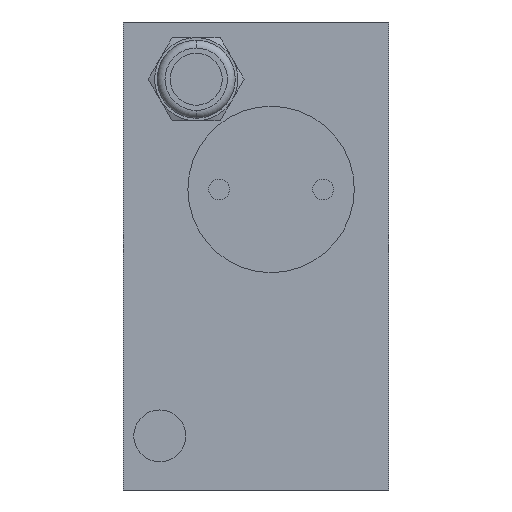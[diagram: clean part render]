
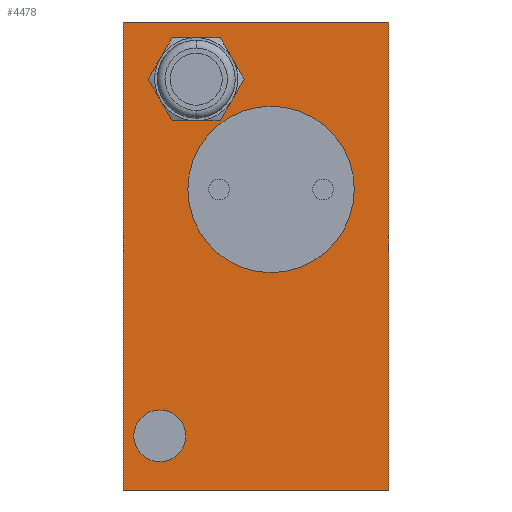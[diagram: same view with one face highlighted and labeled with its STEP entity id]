
A CAD part, left-side view. The second image highlights one B-rep face of the part: STEP entity #4478.
In plain terms, the highlighted planar face has unit normal (-1, 0, 0).
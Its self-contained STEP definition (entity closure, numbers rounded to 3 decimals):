
#57=DIRECTION('',(0.,-1.,0.));
#58=VECTOR('',#57,25.5);
#59=CARTESIAN_POINT('',(0.,25.5,0.));
#60=LINE('',#59,#58);
#487=DIRECTION('',(0.,0.,1.));
#488=VECTOR('',#487,45.);
#489=CARTESIAN_POINT('',(0.,25.5,-45.));
#490=LINE('',#489,#488);
#531=DIRECTION('',(0.,-1.,0.));
#532=VECTOR('',#531,25.5);
#533=CARTESIAN_POINT('',(0.,25.5,-45.));
#534=LINE('',#533,#532);
#535=DIRECTION('',(0.,0.,1.));
#536=VECTOR('',#535,45.);
#537=CARTESIAN_POINT('',(0.,0.,-45.));
#538=LINE('',#537,#536);
#539=CARTESIAN_POINT('',(0.,11.3,-16.1));
#540=DIRECTION('',(1.,0.,0.));
#541=DIRECTION('',(0.,0.,-1.));
#542=AXIS2_PLACEMENT_3D('',#539,#540,#541);
#544=CARTESIAN_POINT('',(0.,11.3,-16.1));
#545=DIRECTION('',(1.,0.,0.));
#546=DIRECTION('',(0.,0.,1.));
#547=AXIS2_PLACEMENT_3D('',#544,#545,#546);
#549=CARTESIAN_POINT('',(0.,22.,-39.8));
#550=DIRECTION('',(1.,0.,0.));
#551=DIRECTION('',(0.,0.,-1.));
#552=AXIS2_PLACEMENT_3D('',#549,#550,#551);
#554=CARTESIAN_POINT('',(0.,22.,-39.8));
#555=DIRECTION('',(1.,0.,0.));
#556=DIRECTION('',(0.,0.,1.));
#557=AXIS2_PLACEMENT_3D('',#554,#555,#556);
#559=CARTESIAN_POINT('',(0.,18.5,-5.5));
#560=DIRECTION('',(-1.,0.,0.));
#561=DIRECTION('',(0.,-0.866,0.5));
#562=AXIS2_PLACEMENT_3D('',#559,#560,#561);
#564=CARTESIAN_POINT('',(0.,18.5,-5.5));
#565=DIRECTION('',(-1.,0.,0.));
#566=DIRECTION('',(0.,0.,1.));
#567=AXIS2_PLACEMENT_3D('',#564,#565,#566);
#569=CARTESIAN_POINT('',(0.,18.5,-5.5));
#570=DIRECTION('',(-1.,0.,0.));
#571=DIRECTION('',(0.,0.866,0.5));
#572=AXIS2_PLACEMENT_3D('',#569,#570,#571);
#574=CARTESIAN_POINT('',(0.,18.5,-5.5));
#575=DIRECTION('',(-1.,0.,0.));
#576=DIRECTION('',(0.,0.866,-0.5));
#577=AXIS2_PLACEMENT_3D('',#574,#575,#576);
#579=CARTESIAN_POINT('',(0.,18.5,-5.5));
#580=DIRECTION('',(-1.,0.,0.));
#581=DIRECTION('',(0.,0.,-1.));
#582=AXIS2_PLACEMENT_3D('',#579,#580,#581);
#584=CARTESIAN_POINT('',(0.,18.5,-5.5));
#585=DIRECTION('',(-1.,0.,0.));
#586=DIRECTION('',(0.,-0.866,-0.5));
#587=AXIS2_PLACEMENT_3D('',#584,#585,#586);
#3135=CARTESIAN_POINT('',(0.,0.,-45.));
#3136=VERTEX_POINT('',#3135);
#3137=CARTESIAN_POINT('',(0.,25.5,-45.));
#3138=VERTEX_POINT('',#3137);
#3159=CARTESIAN_POINT('',(0.,0.,0.));
#3160=VERTEX_POINT('',#3159);
#3165=CARTESIAN_POINT('',(0.,25.5,0.));
#3166=VERTEX_POINT('',#3165);
#3167=CARTESIAN_POINT('',(0.,11.3,-24.1));
#3168=CARTESIAN_POINT('',(0.,11.3,-8.1));
#3169=VERTEX_POINT('',#3167);
#3170=VERTEX_POINT('',#3168);
#3171=CARTESIAN_POINT('',(0.,22.,-42.3));
#3172=CARTESIAN_POINT('',(0.,22.,-37.3));
#3173=VERTEX_POINT('',#3171);
#3174=VERTEX_POINT('',#3172);
#3921=CARTESIAN_POINT('',(0.,15.036,-3.5));
#3922=CARTESIAN_POINT('',(0.,18.5,-1.5));
#3923=VERTEX_POINT('',#3921);
#3924=VERTEX_POINT('',#3922);
#3925=CARTESIAN_POINT('',(0.,21.964,-7.5));
#3926=CARTESIAN_POINT('',(0.,18.5,-9.5));
#3927=VERTEX_POINT('',#3925);
#3928=VERTEX_POINT('',#3926);
#3929=CARTESIAN_POINT('',(0.,15.036,-7.5));
#3930=VERTEX_POINT('',#3929);
#3931=CARTESIAN_POINT('',(0.,21.964,-3.5));
#3932=VERTEX_POINT('',#3931);
#4440=CARTESIAN_POINT('',(0.,12.75,-22.5));
#4441=DIRECTION('',(1.,0.,0.));
#4442=DIRECTION('',(0.,-1.,0.));
#4443=AXIS2_PLACEMENT_3D('',#4440,#4441,#4442);
#4444=PLANE('',#4443);
#4445=ORIENTED_EDGE('',*,*,#4325,.F.);
#4446=ORIENTED_EDGE('',*,*,#4411,.T.);
#4447=ORIENTED_EDGE('',*,*,#4032,.T.);
#4449=ORIENTED_EDGE('',*,*,#4448,.F.);
#4450=EDGE_LOOP('',(#4445,#4446,#4447,#4449));
#4451=FACE_OUTER_BOUND('',#4450,.F.);
#4453=ORIENTED_EDGE('',*,*,#4452,.F.);
#4455=ORIENTED_EDGE('',*,*,#4454,.F.);
#4456=EDGE_LOOP('',(#4453,#4455));
#4457=FACE_BOUND('',#4456,.F.);
#4459=ORIENTED_EDGE('',*,*,#4458,.F.);
#4461=ORIENTED_EDGE('',*,*,#4460,.F.);
#4462=EDGE_LOOP('',(#4459,#4461));
#4463=FACE_BOUND('',#4462,.F.);
#4465=ORIENTED_EDGE('',*,*,#4464,.T.);
#4467=ORIENTED_EDGE('',*,*,#4466,.T.);
#4469=ORIENTED_EDGE('',*,*,#4468,.T.);
#4471=ORIENTED_EDGE('',*,*,#4470,.T.);
#4473=ORIENTED_EDGE('',*,*,#4472,.T.);
#4475=ORIENTED_EDGE('',*,*,#4474,.T.);
#4476=EDGE_LOOP('',(#4465,#4467,#4469,#4471,#4473,#4475));
#4477=FACE_BOUND('',#4476,.F.);
#4478=ADVANCED_FACE('',(#4451,#4457,#4463,#4477),#4444,.F.);
#543=CIRCLE('',#542,8.);
#548=CIRCLE('',#547,8.);
#553=CIRCLE('',#552,2.5);
#558=CIRCLE('',#557,2.5);
#563=CIRCLE('',#562,4.);
#568=CIRCLE('',#567,4.);
#573=CIRCLE('',#572,4.);
#578=CIRCLE('',#577,4.);
#583=CIRCLE('',#582,4.);
#588=CIRCLE('',#587,4.);
#4032=EDGE_CURVE('',#3166,#3160,#60,.T.);
#4325=EDGE_CURVE('',#3138,#3136,#534,.T.);
#4411=EDGE_CURVE('',#3138,#3166,#490,.T.);
#4448=EDGE_CURVE('',#3136,#3160,#538,.T.);
#4452=EDGE_CURVE('',#3169,#3170,#543,.T.);
#4454=EDGE_CURVE('',#3170,#3169,#548,.T.);
#4458=EDGE_CURVE('',#3173,#3174,#553,.T.);
#4460=EDGE_CURVE('',#3174,#3173,#558,.T.);
#4464=EDGE_CURVE('',#3923,#3924,#563,.T.);
#4466=EDGE_CURVE('',#3924,#3932,#568,.T.);
#4468=EDGE_CURVE('',#3932,#3927,#573,.T.);
#4470=EDGE_CURVE('',#3927,#3928,#578,.T.);
#4472=EDGE_CURVE('',#3928,#3930,#583,.T.);
#4474=EDGE_CURVE('',#3930,#3923,#588,.T.);
